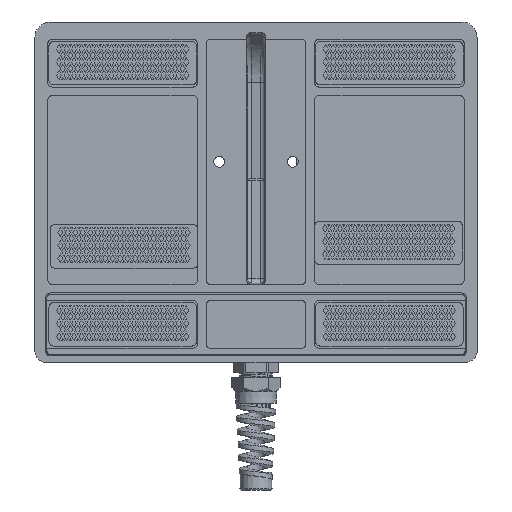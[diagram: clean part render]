
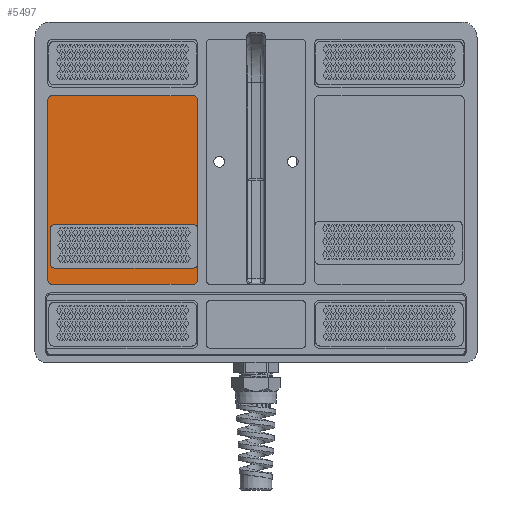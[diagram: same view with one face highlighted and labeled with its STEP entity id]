
A CAD part, front view. The second image highlights one B-rep face of the part: STEP entity #5497.
In plain terms, the highlighted planar face has unit normal (0, -1, 0).
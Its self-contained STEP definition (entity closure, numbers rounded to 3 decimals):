
#127 = CARTESIAN_POINT ( 'NONE',  ( -94., 1.3, -39.5 ) ) ;
#168 = CARTESIAN_POINT ( 'NONE',  ( -80., 1.3, -22.5 ) ) ;
#779 = CARTESIAN_POINT ( 'NONE',  ( -80., 1.3, -18.9 ) ) ;
#1458 = AXIS2_PLACEMENT_3D ( 'NONE', #51714, #17558, #57472 ) ;
#2183 = DIRECTION ( 'NONE',  ( 1., 0., 0. ) ) ;
#3079 = VERTEX_POINT ( 'NONE', #66342 ) ;
#3247 = EDGE_CURVE ( 'NONE', #58189, #41930, #56041, .T. ) ;
#3312 = CIRCLE ( 'NONE', #11412, 3.6 ) ;
#3539 = EDGE_CURVE ( 'NONE', #62599, #45504, #9645, .T. ) ;
#4010 = AXIS2_PLACEMENT_3D ( 'NONE', #39066, #44788, #10693 ) ;
#4399 = CARTESIAN_POINT ( 'NONE',  ( -27., 1.3, -39.5 ) ) ;
#4766 = DIRECTION ( 'NONE',  ( 0., 0., 1. ) ) ;
#5351 = CARTESIAN_POINT ( 'NONE',  ( -96., 1.3, -39.5 ) ) ;
#5497 = ADVANCED_FACE ( 'NONE', ( #55825, #10365, #8607 ), #33344, .F. ) ;
#5852 = DIRECTION ( 'NONE',  ( 0., 0., 1. ) ) ;
#5901 = DIRECTION ( 'NONE',  ( 0., 0., 1. ) ) ;
#6680 = VERTEX_POINT ( 'NONE', #55652 ) ;
#7849 = CARTESIAN_POINT ( 'NONE',  ( -34., 1.3, -26.1 ) ) ;
#7899 = DIRECTION ( 'NONE',  ( 0., -1., 0. ) ) ;
#7912 = ORIENTED_EDGE ( 'NONE', *, *, #65259, .T. ) ;
#7984 = EDGE_CURVE ( 'NONE', #20549, #58189, #25191, .T. ) ;
#8040 = DIRECTION ( 'NONE',  ( 0., 1., 0. ) ) ;
#8076 = CARTESIAN_POINT ( 'NONE',  ( -94., 1.3, 45.5 ) ) ;
#8219 = CIRCLE ( 'NONE', #45802, 4.1 ) ;
#8607 = FACE_OUTER_BOUND ( 'NONE', #51667, .T. ) ;
#9197 = DIRECTION ( 'NONE',  ( 0., -1., 0. ) ) ;
#9645 = CIRCLE ( 'NONE', #19166, 4.1 ) ;
#9769 = CARTESIAN_POINT ( 'NONE',  ( -94., 1.3, -41.5 ) ) ;
#9786 = LINE ( 'NONE', #42049, #23145 ) ;
#10010 = VECTOR ( 'NONE', #60597, 1000. ) ;
#10365 = FACE_BOUND ( 'NONE', #20963, .T. ) ;
#10693 = DIRECTION ( 'NONE',  ( 0., 0., 1. ) ) ;
#11412 = AXIS2_PLACEMENT_3D ( 'NONE', #168, #39998, #5901 ) ;
#12240 = ORIENTED_EDGE ( 'NONE', *, *, #36155, .T. ) ;
#12487 = VERTEX_POINT ( 'NONE', #62160 ) ;
#13370 = ORIENTED_EDGE ( 'NONE', *, *, #63504, .T. ) ;
#14302 = CARTESIAN_POINT ( 'NONE',  ( -94., 1.3, 45.5 ) ) ;
#14837 = EDGE_CURVE ( 'NONE', #29260, #35230, #9786, .T. ) ;
#14897 = CARTESIAN_POINT ( 'NONE',  ( -41., 1.3, -22.52 ) ) ;
#16738 = AXIS2_PLACEMENT_3D ( 'NONE', #22676, #62566, #28454 ) ;
#16741 = DIRECTION ( 'NONE',  ( 0., 0., -1. ) ) ;
#16810 = CARTESIAN_POINT ( 'NONE',  ( -41., 1.3, -22.52 ) ) ;
#16815 = LINE ( 'NONE', #14302, #47193 ) ;
#17216 = VERTEX_POINT ( 'NONE', #7849 ) ;
#17531 = CIRCLE ( 'NONE', #72153, 2. ) ;
#17558 = DIRECTION ( 'NONE',  ( 0., 1., 0. ) ) ;
#18543 = ORIENTED_EDGE ( 'NONE', *, *, #57426, .T. ) ;
#19166 = AXIS2_PLACEMENT_3D ( 'NONE', #32270, #72103, #37973 ) ;
#19552 = AXIS2_PLACEMENT_3D ( 'NONE', #72986, #38871, #4766 ) ;
#20549 = VERTEX_POINT ( 'NONE', #4399 ) ;
#20601 = DIRECTION ( 'NONE',  ( 0., 0., 1. ) ) ;
#20963 = EDGE_LOOP ( 'NONE', ( #42038, #34390 ) ) ;
#22570 = DIRECTION ( 'NONE',  ( 0., 0., 1. ) ) ;
#22676 = CARTESIAN_POINT ( 'NONE',  ( -29., 1.3, 43.5 ) ) ;
#23145 = VECTOR ( 'NONE', #2183, 1000. ) ;
#23989 = VERTEX_POINT ( 'NONE', #35848 ) ;
#25191 = LINE ( 'NONE', #49150, #10010 ) ;
#26432 = EDGE_CURVE ( 'NONE', #45504, #3079, #48249, .T. ) ;
#27185 = ORIENTED_EDGE ( 'NONE', *, *, #26432, .T. ) ;
#27956 = CARTESIAN_POINT ( 'NONE',  ( -27., 1.3, 43.5 ) ) ;
#27975 = CARTESIAN_POINT ( 'NONE',  ( -34., 1.3, -22.5 ) ) ;
#28454 = DIRECTION ( 'NONE',  ( 0., 0., -1. ) ) ;
#29260 = VERTEX_POINT ( 'NONE', #9769 ) ;
#30401 = CARTESIAN_POINT ( 'NONE',  ( -96., 1.3, -39.5 ) ) ;
#30570 = CARTESIAN_POINT ( 'NONE',  ( -29., 1.3, 45.5 ) ) ;
#31772 = VERTEX_POINT ( 'NONE', #41774 ) ;
#32270 = CARTESIAN_POINT ( 'NONE',  ( -41., 1.3, -22.52 ) ) ;
#33344 = PLANE ( 'NONE',  #4010 ) ;
#33672 = DIRECTION ( 'NONE',  ( 0., 0., 1. ) ) ;
#33805 = AXIS2_PLACEMENT_3D ( 'NONE', #42004, #7899, #47738 ) ;
#34390 = ORIENTED_EDGE ( 'NONE', *, *, #70124, .T. ) ;
#34552 = EDGE_CURVE ( 'NONE', #31772, #70323, #3312, .T. ) ;
#35230 = VERTEX_POINT ( 'NONE', #53872 ) ;
#35334 = VECTOR ( 'NONE', #16741, 1000. ) ;
#35848 = CARTESIAN_POINT ( 'NONE',  ( -37.22, 1.3, -24.109 ) ) ;
#36155 = EDGE_CURVE ( 'NONE', #3079, #17216, #55647, .T. ) ;
#36854 = EDGE_LOOP ( 'NONE', ( #27185, #12240, #68414, #51577, #7912, #53514 ) ) ;
#36890 = EDGE_CURVE ( 'NONE', #17216, #23989, #68000, .T. ) ;
#37139 = LINE ( 'NONE', #5351, #35334 ) ;
#37596 = EDGE_CURVE ( 'NONE', #23989, #6680, #8219, .T. ) ;
#37973 = DIRECTION ( 'NONE',  ( 0., 0., 1. ) ) ;
#38871 = DIRECTION ( 'NONE',  ( 0., 1., 0. ) ) ;
#39057 = CARTESIAN_POINT ( 'NONE',  ( -37.23, 1.3, -20.909 ) ) ;
#39066 = CARTESIAN_POINT ( 'NONE',  ( -94., 1.3, 43.5 ) ) ;
#39955 = DIRECTION ( 'NONE',  ( 0., -1., 0. ) ) ;
#39998 = DIRECTION ( 'NONE',  ( 0., 1., 0. ) ) ;
#40468 = ORIENTED_EDGE ( 'NONE', *, *, #7984, .T. ) ;
#41365 = CIRCLE ( 'NONE', #73638, 4.1 ) ;
#41530 = ORIENTED_EDGE ( 'NONE', *, *, #44585, .T. ) ;
#41774 = CARTESIAN_POINT ( 'NONE',  ( -80., 1.3, -26.1 ) ) ;
#41930 = VERTEX_POINT ( 'NONE', #30570 ) ;
#42004 = CARTESIAN_POINT ( 'NONE',  ( -29., 1.3, -39.5 ) ) ;
#42038 = ORIENTED_EDGE ( 'NONE', *, *, #34552, .T. ) ;
#42049 = CARTESIAN_POINT ( 'NONE',  ( -29., 1.3, -41.5 ) ) ;
#42136 = CARTESIAN_POINT ( 'NONE',  ( -34., 1.3, -22.5 ) ) ;
#42476 = ORIENTED_EDGE ( 'NONE', *, *, #3247, .T. ) ;
#43297 = CARTESIAN_POINT ( 'NONE',  ( -94., 1.3, 43.5 ) ) ;
#44549 = EDGE_CURVE ( 'NONE', #12487, #55785, #37139, .T. ) ;
#44585 = EDGE_CURVE ( 'NONE', #55785, #29260, #48733, .T. ) ;
#44788 = DIRECTION ( 'NONE',  ( 0., 1., 0. ) ) ;
#44856 = VERTEX_POINT ( 'NONE', #8076 ) ;
#45504 = VERTEX_POINT ( 'NONE', #39057 ) ;
#45802 = AXIS2_PLACEMENT_3D ( 'NONE', #14897, #54769, #20601 ) ;
#46670 = EDGE_CURVE ( 'NONE', #41930, #44856, #16815, .T. ) ;
#47193 = VECTOR ( 'NONE', #54183, 1000. ) ;
#47738 = DIRECTION ( 'NONE',  ( 0., 0., 1. ) ) ;
#47888 = DIRECTION ( 'NONE',  ( 0., 0., 1. ) ) ;
#48249 = CIRCLE ( 'NONE', #71519, 3.6 ) ;
#48733 = CIRCLE ( 'NONE', #60968, 2. ) ;
#49047 = DIRECTION ( 'NONE',  ( 0., 0., 1. ) ) ;
#49150 = CARTESIAN_POINT ( 'NONE',  ( -27., 1.3, 43.5 ) ) ;
#51577 = ORIENTED_EDGE ( 'NONE', *, *, #37596, .T. ) ;
#51667 = EDGE_LOOP ( 'NONE', ( #13370, #62528, #41530, #72536, #18543, #40468, #42476, #53192 ) ) ;
#51714 = CARTESIAN_POINT ( 'NONE',  ( -34., 1.3, -22.5 ) ) ;
#53192 = ORIENTED_EDGE ( 'NONE', *, *, #46670, .T. ) ;
#53514 = ORIENTED_EDGE ( 'NONE', *, *, #3539, .T. ) ;
#53872 = CARTESIAN_POINT ( 'NONE',  ( -29., 1.3, -41.5 ) ) ;
#54183 = DIRECTION ( 'NONE',  ( -1., 0., 0. ) ) ;
#54769 = DIRECTION ( 'NONE',  ( 0., 1., 0. ) ) ;
#55647 = CIRCLE ( 'NONE', #1458, 3.6 ) ;
#55652 = CARTESIAN_POINT ( 'NONE',  ( -41., 1.3, -26.62 ) ) ;
#55785 = VERTEX_POINT ( 'NONE', #30401 ) ;
#55825 = FACE_BOUND ( 'NONE', #36854, .T. ) ;
#56041 = CIRCLE ( 'NONE', #16738, 2. ) ;
#56255 = CIRCLE ( 'NONE', #33805, 2. ) ;
#56739 = DIRECTION ( 'NONE',  ( 0., 1., 0. ) ) ;
#57426 = EDGE_CURVE ( 'NONE', #35230, #20549, #56255, .T. ) ;
#57472 = DIRECTION ( 'NONE',  ( 0., 0., 1. ) ) ;
#58189 = VERTEX_POINT ( 'NONE', #27956 ) ;
#60597 = DIRECTION ( 'NONE',  ( 0., 0., 1. ) ) ;
#60968 = AXIS2_PLACEMENT_3D ( 'NONE', #127, #39955, #5852 ) ;
#62160 = CARTESIAN_POINT ( 'NONE',  ( -96., 1.3, 43.5 ) ) ;
#62528 = ORIENTED_EDGE ( 'NONE', *, *, #44549, .T. ) ;
#62566 = DIRECTION ( 'NONE',  ( 0., -1., 0. ) ) ;
#62599 = VERTEX_POINT ( 'NONE', #64036 ) ;
#63504 = EDGE_CURVE ( 'NONE', #44856, #12487, #17531, .T. ) ;
#63736 = CIRCLE ( 'NONE', #19552, 3.6 ) ;
#64036 = CARTESIAN_POINT ( 'NONE',  ( -41., 1.3, -18.42 ) ) ;
#65259 = EDGE_CURVE ( 'NONE', #6680, #62599, #41365, .T. ) ;
#66342 = CARTESIAN_POINT ( 'NONE',  ( -34., 1.3, -18.9 ) ) ;
#67803 = DIRECTION ( 'NONE',  ( 0., 1., 0. ) ) ;
#68000 = CIRCLE ( 'NONE', #69152, 3.6 ) ;
#68414 = ORIENTED_EDGE ( 'NONE', *, *, #36890, .T. ) ;
#69152 = AXIS2_PLACEMENT_3D ( 'NONE', #42136, #8040, #47888 ) ;
#70124 = EDGE_CURVE ( 'NONE', #70323, #31772, #63736, .T. ) ;
#70323 = VERTEX_POINT ( 'NONE', #779 ) ;
#71519 = AXIS2_PLACEMENT_3D ( 'NONE', #27975, #67803, #33672 ) ;
#72103 = DIRECTION ( 'NONE',  ( 0., 1., 0. ) ) ;
#72153 = AXIS2_PLACEMENT_3D ( 'NONE', #43297, #9197, #49047 ) ;
#72536 = ORIENTED_EDGE ( 'NONE', *, *, #14837, .T. ) ;
#72986 = CARTESIAN_POINT ( 'NONE',  ( -80., 1.3, -22.5 ) ) ;
#73638 = AXIS2_PLACEMENT_3D ( 'NONE', #16810, #56739, #22570 ) ;
